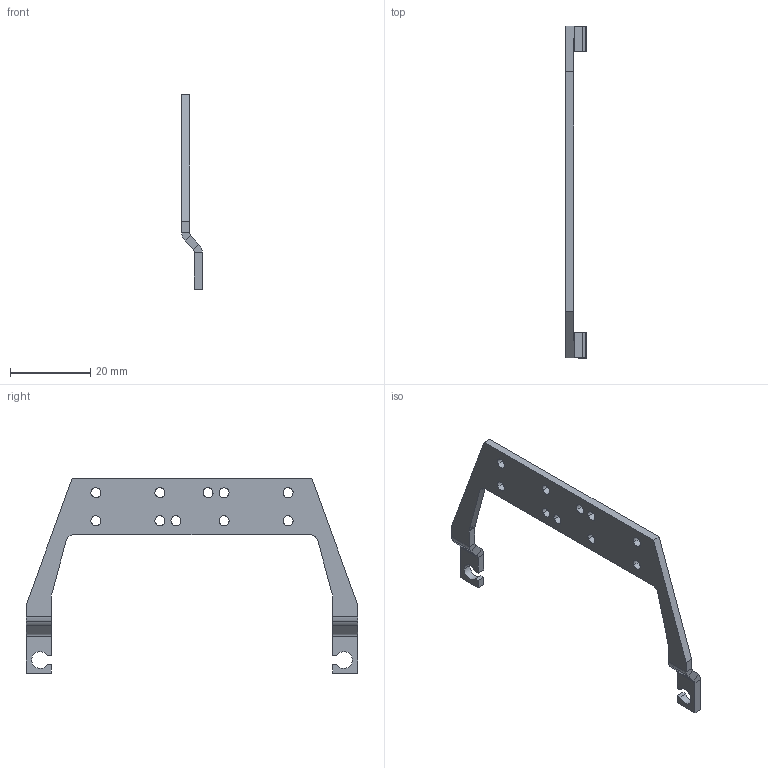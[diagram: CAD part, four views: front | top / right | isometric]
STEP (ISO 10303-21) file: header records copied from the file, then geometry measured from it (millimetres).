
FILE_DESCRIPTION(('CATIA V5 STEP Exchange','CAx-IF Rec.Pracs.--- Model Styling and Organization---1.4--- 2014-01-23'),'2;1');
FILE_NAME ('013342-5_1_1435430000_1435430000.stp','2019-09-06T10:57:51+00:00',('none'),('Weidmueller'),'CATIA Version 5-6 Release 2016 SP3 HF44','CATIA V5 STEP AP214','none');
FILE_SCHEMA(('AUTOMOTIVE_DESIGN { 1 0 10303 214 1 1 1 1 }'));
Length unit declared in the file: millimetre
Products named in the file (1): 1435430000
Bounding box: 5.1 x 82.9 x 48.6 mm (x, y, z)
Volume: 2459.9 mm3; surface area: 3278.8 mm2
Topology: 1 solids, 1 shells, 92 faces, 238 edges, 148 vertices
Faces by surface type: cylinder 48, plane 44
Entity records: 3347 total; most frequent: CARTESIAN_POINT 1236, ORIENTED_EDGE 476, DIRECTION 333, EDGE_CURVE 238, VERTEX_POINT 148, VECTOR 142, LINE 142, AXIS2_PLACEMENT_3D 113
